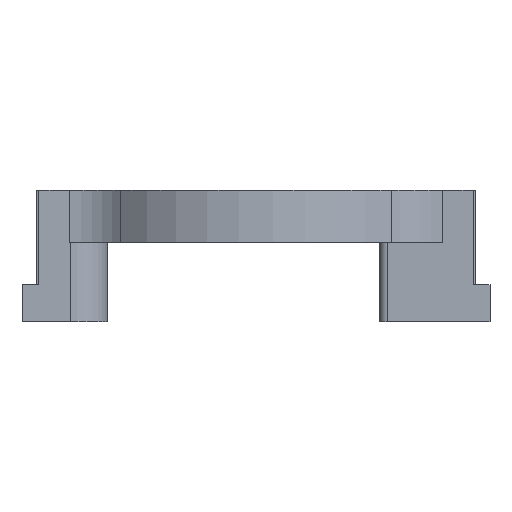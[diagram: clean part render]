
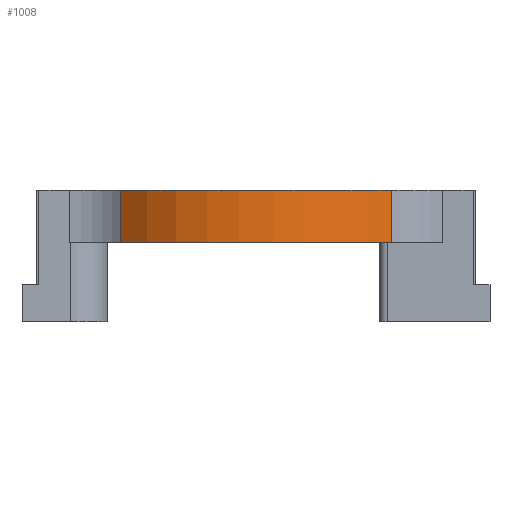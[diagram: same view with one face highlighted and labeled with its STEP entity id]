
A CAD part, front view. The second image highlights one B-rep face of the part: STEP entity #1008.
In plain terms, the highlighted cylindrical face has radius 26.5 mm (diameter 53 mm), a partial arc.
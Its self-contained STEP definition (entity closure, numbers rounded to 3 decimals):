
#80=FACE_OUTER_BOUND('',#138,.T.);
#138=EDGE_LOOP('',(#844,#845,#846,#847));
#224=LINE('',#1757,#299);
#225=LINE('',#1761,#300);
#299=VECTOR('',#1437,10.);
#300=VECTOR('',#1442,10.);
#326=CIRCLE('',#1056,26.5);
#373=CIRCLE('',#1140,26.5);
#407=VERTEX_POINT('',#1545);
#408=VERTEX_POINT('',#1547);
#475=VERTEX_POINT('',#1755);
#476=VERTEX_POINT('',#1759);
#508=EDGE_CURVE('',#408,#407,#326,.T.);
#614=EDGE_CURVE('',#475,#407,#224,.T.);
#615=EDGE_CURVE('',#476,#475,#373,.T.);
#616=EDGE_CURVE('',#408,#476,#225,.T.);
#844=ORIENTED_EDGE('',*,*,#614,.F.);
#845=ORIENTED_EDGE('',*,*,#615,.F.);
#846=ORIENTED_EDGE('',*,*,#616,.F.);
#847=ORIENTED_EDGE('',*,*,#508,.T.);
#960=CYLINDRICAL_SURFACE('',#1139,26.5);
#1008=ADVANCED_FACE('',(#80),#960,.T.);
#1056=AXIS2_PLACEMENT_3D('',#1548,#1212,#1213);
#1139=AXIS2_PLACEMENT_3D('',#1758,#1438,#1439);
#1140=AXIS2_PLACEMENT_3D('',#1760,#1440,#1441);
#1212=DIRECTION('center_axis',(0.,0.,-1.));
#1213=DIRECTION('ref_axis',(1.,0.,0.));
#1437=DIRECTION('',(0.,0.,1.));
#1438=DIRECTION('center_axis',(0.,0.,-1.));
#1439=DIRECTION('ref_axis',(1.,0.,0.));
#1440=DIRECTION('center_axis',(0.,0.,-1.));
#1441=DIRECTION('ref_axis',(1.,0.,0.));
#1442=DIRECTION('',(0.,0.,-1.));
#1545=CARTESIAN_POINT('',(-18.223,9.76,28.5));
#1547=CARTESIAN_POINT('',(18.223,9.76,28.5));
#1548=CARTESIAN_POINT('Origin',(0.,29.,28.5));
#1755=CARTESIAN_POINT('',(-18.223,9.76,21.5));
#1757=CARTESIAN_POINT('',(-18.223,9.76,28.5));
#1758=CARTESIAN_POINT('Origin',(0.,29.,28.5));
#1759=CARTESIAN_POINT('',(18.223,9.76,21.5));
#1760=CARTESIAN_POINT('Origin',(0.,29.,21.5));
#1761=CARTESIAN_POINT('',(18.223,9.76,28.5));
